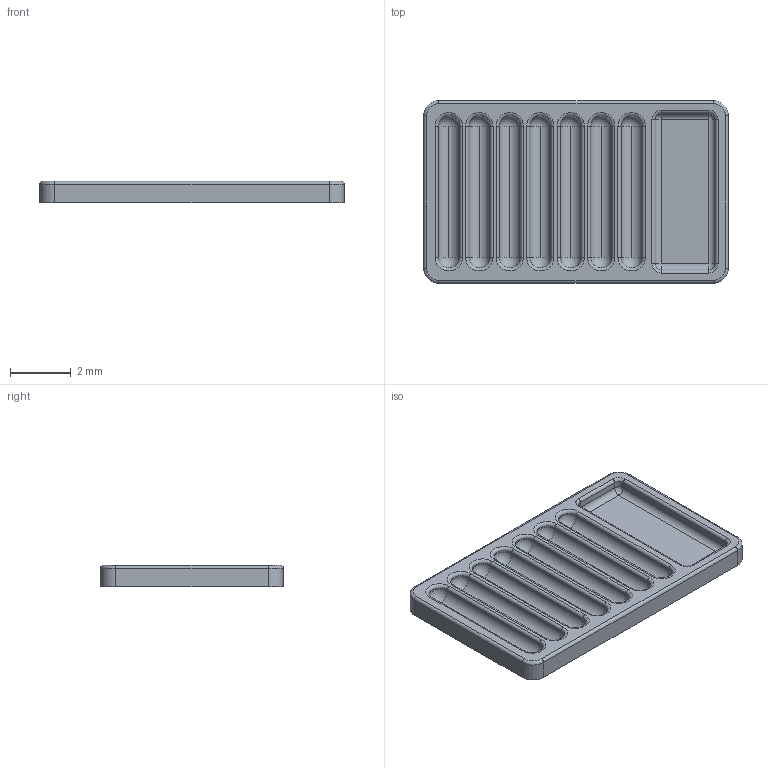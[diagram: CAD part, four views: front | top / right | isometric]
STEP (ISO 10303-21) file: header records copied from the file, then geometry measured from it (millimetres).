
FILE_DESCRIPTION (( 'STEP AP214' ), '1' );
FILE_NAME ('Mini Pinning Tray.STEP', '2014-02-23T14:24:31', ( 'SALW' ), ( 'Toshiba' ), 'SwSTEP 2.0', 'SolidWorks 2014', '' );
FILE_SCHEMA (( 'AUTOMOTIVE_DESIGN' ));
Length unit declared in the file: millimetre
Products named in the file (1): Mini Pinning Tray
Bounding box: 10 x 6 x 0.7 mm (x, y, z)
Volume: 26.7 mm3; surface area: 168 mm2
Topology: 1 solids, 1 shells, 127 faces, 299 edges, 164 vertices
Faces by surface type: cylinder 62, plane 25, torus 22, sphere 18
Entity records: 3389 total; most frequent: DIRECTION 669, CARTESIAN_POINT 545, ORIENTED_EDGE 534, AXIS2_PLACEMENT_3D 274, EDGE_CURVE 267, VERTEX_POINT 150, CIRCLE 146, EDGE_LOOP 135
